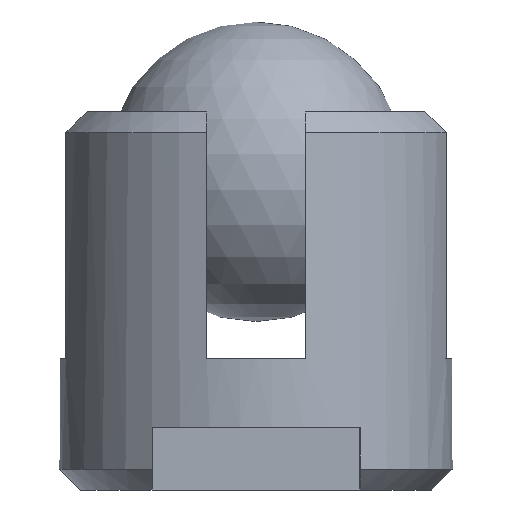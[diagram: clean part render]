
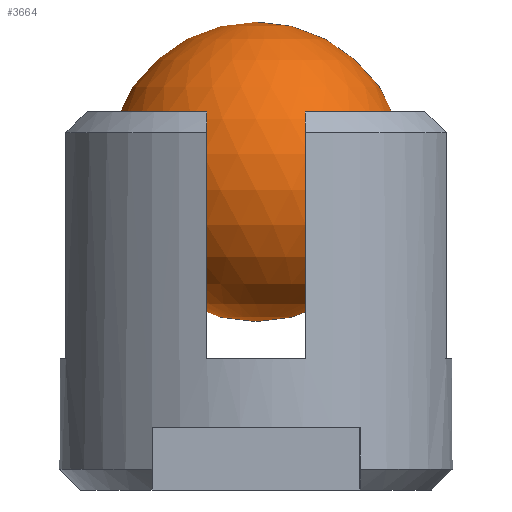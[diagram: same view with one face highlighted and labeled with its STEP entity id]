
A CAD part, left-side view. The second image highlights one B-rep face of the part: STEP entity #3664.
In plain terms, the highlighted spherical face has radius 7.2 mm.
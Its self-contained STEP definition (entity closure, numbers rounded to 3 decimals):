
#3664 = ADVANCED_FACE('',(#3665),#3669,.T.);
#3665 = FACE_BOUND('',#3666,.T.);
#3666 = VERTEX_LOOP('',#3667);
#3667 = VERTEX_POINT('',#3668);
#3668 = CARTESIAN_POINT('',(28.,0.,6.6));
#3669 = SPHERICAL_SURFACE('',#3670,7.2);
#3670 = AXIS2_PLACEMENT_3D('',#3671,#3672,#3673);
#3671 = CARTESIAN_POINT('',(28.,0.,13.8));
#3672 = DIRECTION('',(0.,0.,1.));
#3673 = DIRECTION('',(1.,0.,0.));
